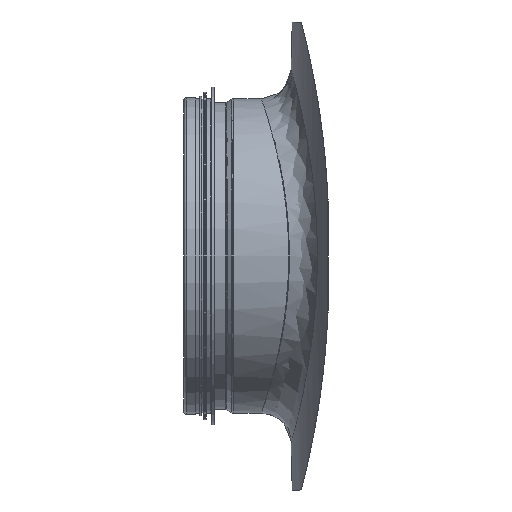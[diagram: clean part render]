
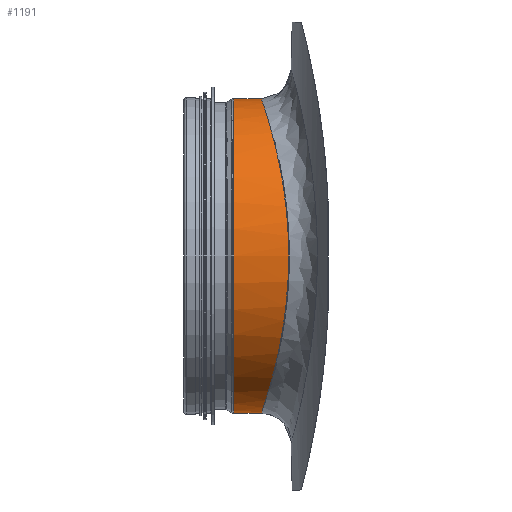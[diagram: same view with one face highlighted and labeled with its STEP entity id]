
A CAD part, left-side view. The second image highlights one B-rep face of the part: STEP entity #1191.
In plain terms, the highlighted cylindrical face has radius 79 mm (diameter 158 mm), a full revolution.
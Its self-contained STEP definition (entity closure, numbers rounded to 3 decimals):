
#1128=CARTESIAN_POINT('',(0.,328.85,-79.));
#1129=VERTEX_POINT('',#1128);
#1137=CARTESIAN_POINT('',(0.,328.851,-79.001));
#1138=CARTESIAN_POINT('',(5.939,328.851,-79.001));
#1139=CARTESIAN_POINT('',(17.818,328.384,-77.65));
#1140=CARTESIAN_POINT('',(40.299,325.799,-69.754));
#1141=CARTESIAN_POINT('',(59.103,321.454,-54.72));
#1142=CARTESIAN_POINT('',(71.721,317.628,-34.666));
#1143=CARTESIAN_POINT('',(77.655,315.614,-17.822));
#1144=CARTESIAN_POINT('',(79.673,314.887,-0.001));
#1145=CARTESIAN_POINT('',(77.431,315.692,19.802));
#1146=CARTESIAN_POINT('',(69.382,318.427,40.187));
#1147=CARTESIAN_POINT('',(54.551,322.611,58.751));
#1148=CARTESIAN_POINT('',(34.913,326.556,72.186));
#1149=CARTESIAN_POINT('',(12.028,328.948,79.295));
#1150=CARTESIAN_POINT('',(-12.028,328.948,79.295));
#1151=CARTESIAN_POINT('',(-34.913,326.557,72.186));
#1152=CARTESIAN_POINT('',(-54.551,322.61,58.752));
#1153=CARTESIAN_POINT('',(-69.382,318.429,40.186));
#1154=CARTESIAN_POINT('',(-78.163,315.44,17.95));
#1155=CARTESIAN_POINT('',(-79.98,314.775,-6.036));
#1156=CARTESIAN_POINT('',(-74.593,316.7,-29.419));
#1157=CARTESIAN_POINT('',(-60.668,321.089,-53.467));
#1158=CARTESIAN_POINT('',(-40.3,325.8,-69.754));
#1159=CARTESIAN_POINT('',(-17.817,328.384,-77.65));
#1160=CARTESIAN_POINT('',(-5.939,328.851,-79.001));
#1161=CARTESIAN_POINT('',(0.,328.851,-79.001));
#1162=B_SPLINE_CURVE_WITH_KNOTS('',3,(#1137,#1138,#1139,#1140,#1141,#1142,#1143,#1144,#1145,#1146,#1147,#1148,#1149,#1150,#1151,#1152,#1153,#1154,#1155,#1156,#1157,#1158,#1159,#1160,#1161),.UNSPECIFIED.,.T.,.U.,(4,1,1,1,1,1,1,1,1,1,1,1,1,1,1,1,1,1,1,1,1,1,4),(29.687,31.807,33.928,38.169,40.289,42.41,44.53,46.651,49.478,52.305,55.133,57.96,60.787,63.615,66.442,69.269,72.097,74.924,77.751,80.578,84.819,86.94,89.06),.UNSPECIFIED.);
#1163=EDGE_CURVE('',#1129,#1129,#1162,.T.);
#1172=CARTESIAN_POINT('',(0.,323.3,0.0));
#1173=DIRECTION('',(0.,1.0,0.0));
#1174=DIRECTION('',(-1.0,0.0,0.0));
#1175=AXIS2_PLACEMENT_3D('',#1172,#1173,#1174);
#1176=CYLINDRICAL_SURFACE('',#1175,79.);
#1177=CARTESIAN_POINT('',(-79.,342.8,0.0));
#1178=VERTEX_POINT('',#1177);
#1179=CARTESIAN_POINT('',(0.,342.8,0.0));
#1180=DIRECTION('',(0.0,1.0,0.0));
#1181=DIRECTION('',(-1.0,0.0,0.0));
#1182=AXIS2_PLACEMENT_3D('',#1179,#1180,#1181);
#1183=CIRCLE('',#1182,79.);
#1184=EDGE_CURVE('',#1178,#1178,#1183,.T.);
#1185=ORIENTED_EDGE('',*,*,#1184,.F.);
#1186=EDGE_LOOP('',(#1185));
#1187=FACE_OUTER_BOUND('',#1186,.T.);
#1188=ORIENTED_EDGE('',*,*,#1163,.F.);
#1189=EDGE_LOOP('',(#1188));
#1190=FACE_BOUND('',#1189,.T.);
#1191=ADVANCED_FACE('',(#1187,#1190),#1176,.T.);
